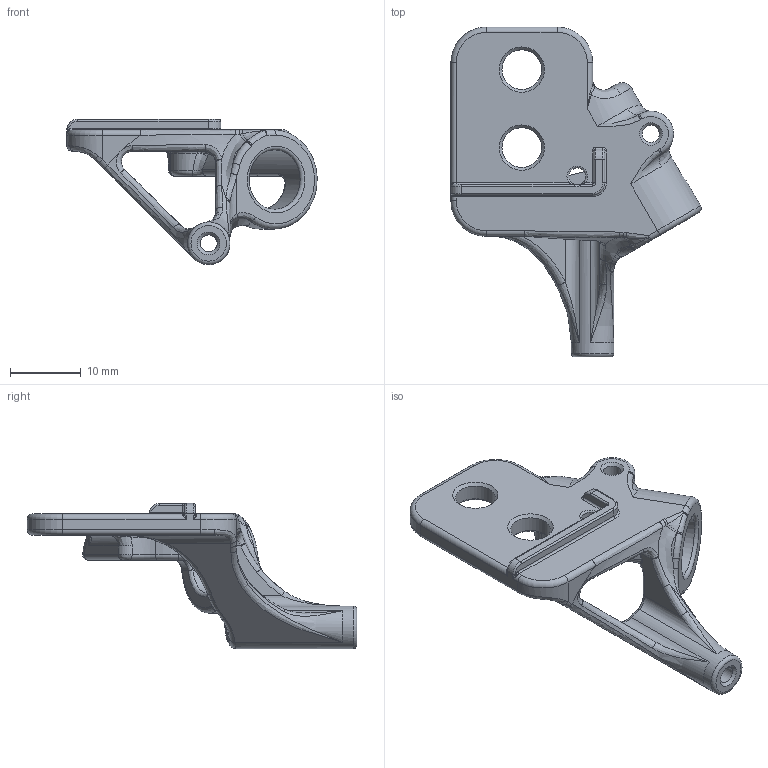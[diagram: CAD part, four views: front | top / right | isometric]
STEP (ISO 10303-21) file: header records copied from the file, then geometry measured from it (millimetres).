
FILE_DESCRIPTION(/* description */ (''),/* implementation_level */ '2;1');
FILE_NAME(/* name */ 'MP_DooKi3_SLM_Z_Maxwell_Mount_Front_Mirror_V3.step',/* time_stamp */ '2024-08-07T11:27:54-04:00',/* author */ (''),/* organization */ (''),/* preprocessor_version */ 'ST-DEVELOPER v20',/* originating_system */ 'Autodesk Translation Framework v13.14.0.145',/* authorisation */ '');
FILE_SCHEMA (('AUTOMOTIVE_DESIGN { 1 0 10303 214 3 1 1 }'));
Length unit declared in the file: millimetre
Products named in the file (1): MP_DooKi3_SLM_Z_Maxwell_Mount_Front_Mirror_V3
Bounding box: 35.3 x 46.5 x 20.5 mm (x, y, z)
Volume: 3903.6 mm3; surface area: 3405.5 mm2
Topology: 1 solids, 1 shells, 252 faces, 615 edges, 341 vertices
Faces by surface type: bspline 98, cylinder 74, torus 41, plane 26, cone 8, sphere 5
Full cylindrical faces by diameter (mm): 2.4 x3, 5.6 x2, 6 x1, 8.4 x1
Entity records: 10319 total; most frequent: CARTESIAN_POINT 4933, ORIENTED_EDGE 1194, DIRECTION 1014, EDGE_CURVE 597, AXIS2_PLACEMENT_3D 438, VERTEX_POINT 341, EDGE_LOOP 260, CIRCLE 260
